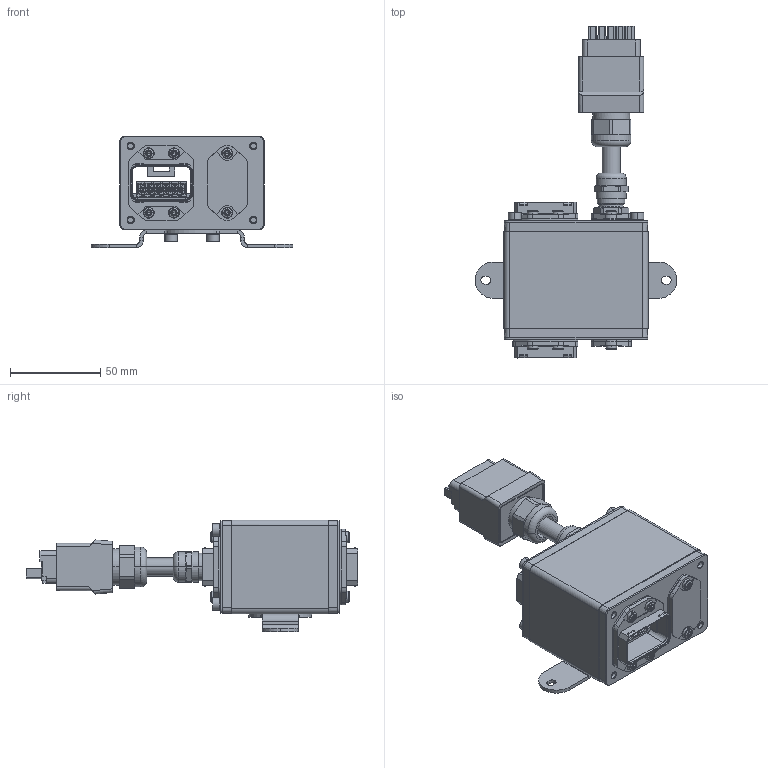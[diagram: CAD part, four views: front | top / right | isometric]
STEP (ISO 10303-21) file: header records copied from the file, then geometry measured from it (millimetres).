
FILE_DESCRIPTION(('CATIA V5 STEP Exchange','CAx-IF Rec.Pracs.--- Model Styling and Organization---1.4--- 2014-01-23'),'2;1');
FILE_NAME ('010838-1_0', '2021-08-20T05:29:14+00:00', ('none'), ('Weidmueller'), 'CATIA Version 5-6 Release 2016 SP3 HF44', 'CATIA V5 STEP AP214', 'none');
FILE_SCHEMA(('AUTOMOTIVE_DESIGN { 1 0 10303 214 1 1 1 1 }'));
Products named in the file (1): 1297010000
Bounding box: 112 x 184.15 x 62 mm (x, y, z)
Volume: 188261.1 mm3; surface area: 123158.3 mm2
Topology: 50 solids, 57 shells, 4508 faces, 12185 edges, 7839 vertices
Faces by surface type: plane 2482, cylinder 1052, bspline 337, cone 298, torus 183, sphere 88, revolution 48, extrusion 20
Entity records: 152740 total; most frequent: CARTESIAN_POINT 49491, ORIENTED_EDGE 24138, DIRECTION 16457, EDGE_CURVE 12069, VERTEX_POINT 7839, VECTOR 7026, LINE 7006, AXIS2_PLACEMENT_3D 5806
